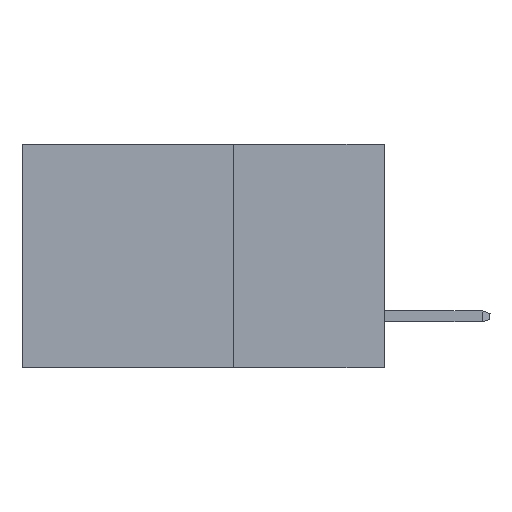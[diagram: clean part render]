
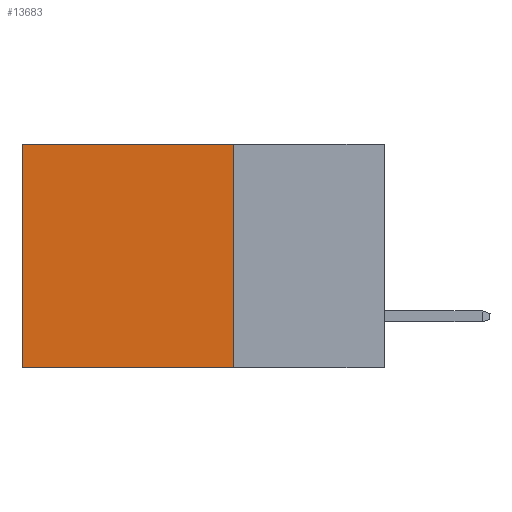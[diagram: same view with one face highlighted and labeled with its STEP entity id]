
A CAD part, left-side view. The second image highlights one B-rep face of the part: STEP entity #13683.
In plain terms, the highlighted planar face has unit normal (-1, 0, 0).
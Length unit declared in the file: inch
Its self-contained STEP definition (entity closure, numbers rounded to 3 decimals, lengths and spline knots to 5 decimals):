
#482 = EDGE_CURVE ( 'NONE', #10918, #13490, #7261, .T. ) ;
#796 = CARTESIAN_POINT ( 'NONE',  ( 0.2615, 0.6, -0.37 ) ) ;
#1395 = CARTESIAN_POINT ( 'NONE',  ( 0.2615, 0.25, -0.37 ) ) ;
#1552 = CARTESIAN_POINT ( 'NONE',  ( 0.2615, 0.25, 0. ) ) ;
#2207 = EDGE_CURVE ( 'NONE', #16588, #13490, #15704, .T. ) ;
#2325 = CARTESIAN_POINT ( 'NONE',  ( 0.2615, 0.6, 0. ) ) ;
#2833 = CARTESIAN_POINT ( 'NONE',  ( 0.2615, 0.25, -0.37 ) ) ;
#3018 = PLANE ( 'NONE',  #6464 ) ;
#3307 = ORIENTED_EDGE ( 'NONE', *, *, #482, .F. ) ;
#3930 = VERTEX_POINT ( 'NONE', #18513 ) ;
#4042 = ORIENTED_EDGE ( 'NONE', *, *, #12486, .T. ) ;
#4504 = DIRECTION ( 'NONE',  ( 0., 0., -1. ) ) ;
#6013 = DIRECTION ( 'NONE',  ( 0., 1., 0. ) ) ;
#6034 = DIRECTION ( 'NONE',  ( 0., 0., -1. ) ) ;
#6464 = AXIS2_PLACEMENT_3D ( 'NONE', #2833, #16461, #6034 ) ;
#7197 = DIRECTION ( 'NONE',  ( 0., 1., 0. ) ) ;
#7261 = LINE ( 'NONE', #13501, #18534 ) ;
#7604 = LINE ( 'NONE', #1395, #10591 ) ;
#10212 = FACE_OUTER_BOUND ( 'NONE', #17437, .T. ) ;
#10591 = VECTOR ( 'NONE', #4504, 39.37008 ) ;
#10712 = CARTESIAN_POINT ( 'NONE',  ( 0.2615, 0.6, -0.37 ) ) ;
#10918 = VERTEX_POINT ( 'NONE', #11980 ) ;
#11060 = VECTOR ( 'NONE', #7197, 39.37008 ) ;
#11115 = DIRECTION ( 'NONE',  ( 0., 0., -1. ) ) ;
#11479 = LINE ( 'NONE', #1552, #11060 ) ;
#11980 = CARTESIAN_POINT ( 'NONE',  ( 0.2615, 0.25, -0.37 ) ) ;
#12486 = EDGE_CURVE ( 'NONE', #3930, #16588, #11479, .T. ) ;
#13490 = VERTEX_POINT ( 'NONE', #10712 ) ;
#13501 = CARTESIAN_POINT ( 'NONE',  ( 0.2615, 0.25, -0.37 ) ) ;
#13683 = ADVANCED_FACE ( 'NONE', ( #10212 ), #3018, .F. ) ;
#15198 = ORIENTED_EDGE ( 'NONE', *, *, #17092, .F. ) ;
#15704 = LINE ( 'NONE', #796, #17806 ) ;
#16188 = ORIENTED_EDGE ( 'NONE', *, *, #2207, .T. ) ;
#16461 = DIRECTION ( 'NONE',  ( 1., 0., 0. ) ) ;
#16588 = VERTEX_POINT ( 'NONE', #2325 ) ;
#17092 = EDGE_CURVE ( 'NONE', #3930, #10918, #7604, .T. ) ;
#17437 = EDGE_LOOP ( 'NONE', ( #16188, #3307, #15198, #4042 ) ) ;
#17806 = VECTOR ( 'NONE', #11115, 39.37008 ) ;
#18513 = CARTESIAN_POINT ( 'NONE',  ( 0.2615, 0.25, 0. ) ) ;
#18534 = VECTOR ( 'NONE', #6013, 39.37008 ) ;
